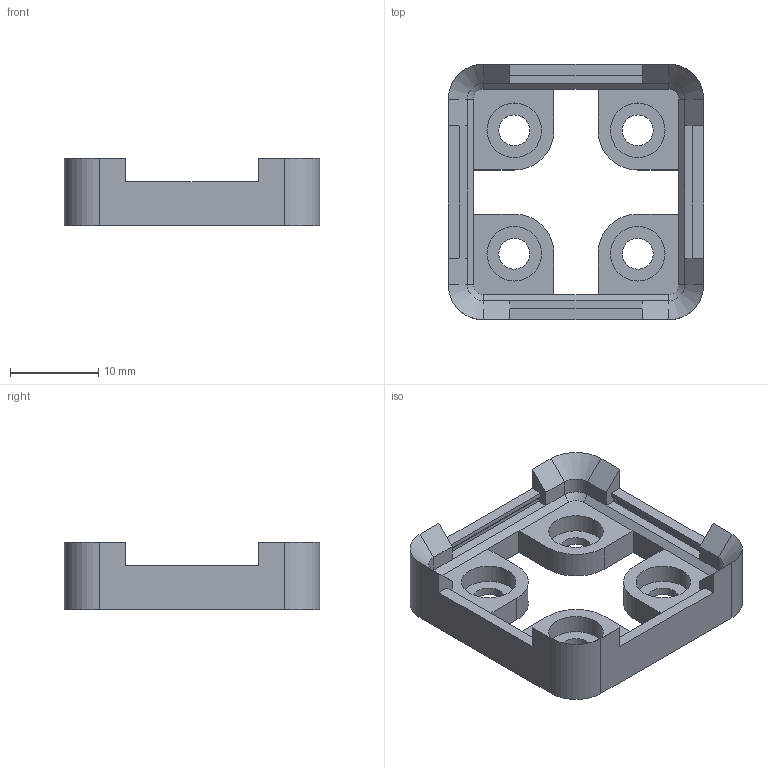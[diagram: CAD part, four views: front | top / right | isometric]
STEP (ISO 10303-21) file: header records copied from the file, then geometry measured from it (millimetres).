
FILE_DESCRIPTION(('Open CASCADE Model'),'2;1');
FILE_NAME('Open CASCADE Shape Model','2025-09-03T00:19:18',('Author'),( 'Open CASCADE'),'Open CASCADE STEP processor 7.6','Open CASCADE 7.6' ,'Unknown');
FILE_SCHEMA(('AP242_MANAGED_MODEL_BASED_3D_ENGINEERING_MIM_LF. {1 0 10303 442 1 1 4 }'));
Length unit declared in the file: millimetre
Products named in the file (1): Open CASCADE STEP translator 7.6 3
Bounding box: 29 x 29 x 7.65 mm (x, y, z)
Volume: 2052.3 mm3; surface area: 2530.6 mm2
Topology: 1 solids, 1 shells, 101 faces, 248 edges, 152 vertices
Faces by surface type: plane 73, cylinder 20, cone 8
Full cylindrical faces by diameter (mm): 3.5 x4, 6.2 x4
Entity records: 6140 total; most frequent: CARTESIAN_POINT 1198, DIRECTION 892, LINE 588, VECTOR 588, ORIENTED_EDGE 496, PCURVE 496, DEFINITIONAL_REPRESENTATION 496, EDGE_CURVE 248
